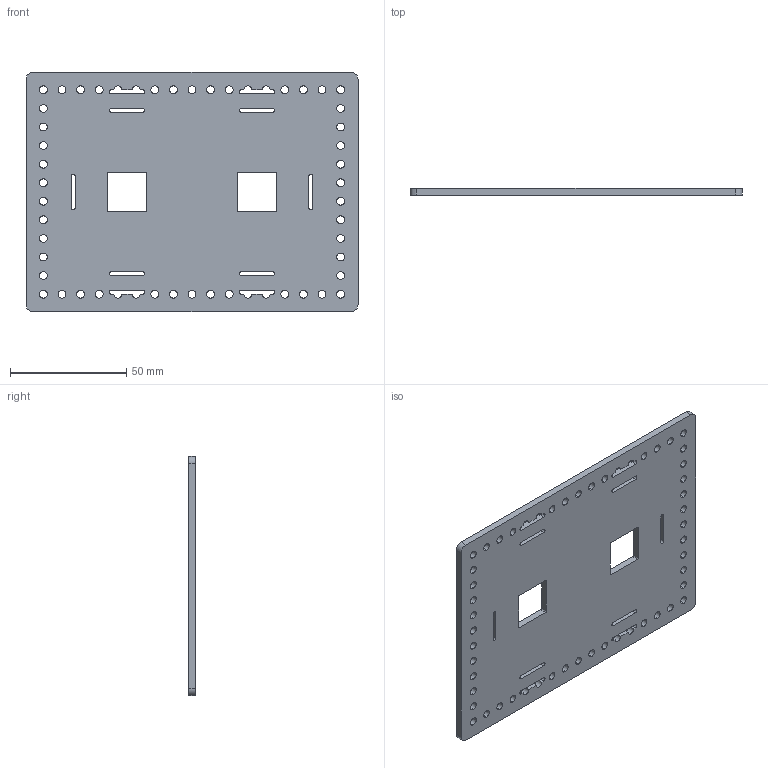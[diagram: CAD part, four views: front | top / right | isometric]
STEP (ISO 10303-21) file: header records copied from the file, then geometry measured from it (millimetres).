
FILE_DESCRIPTION (( 'STEP AP214' ), '1' );
FILE_NAME ('REV Robotics-REV-41-1166.STEP', '2020-06-12T16:32:33', ( '' ), ( '' ), 'SwSTEP 2.0', 'SolidWorks 2019', '' );
FILE_SCHEMA (( 'AUTOMOTIVE_DESIGN' ));
Length unit declared in the file: millimetre
Products named in the file (1): REV Robotics-REV-41-1166
Bounding box: 143 x 3 x 103 mm (x, y, z)
Volume: 40292.4 mm3; surface area: 31218.2 mm2
Topology: 1 solids, 1 shells, 180 faces, 534 edges, 356 vertices
Faces by surface type: cylinder 138, plane 42
Entity records: 6440 total; most frequent: DIRECTION 1172, CARTESIAN_POINT 1071, ORIENTED_EDGE 1068, EDGE_CURVE 534, AXIS2_PLACEMENT_3D 457, VERTEX_POINT 356, EDGE_LOOP 296, CIRCLE 276
